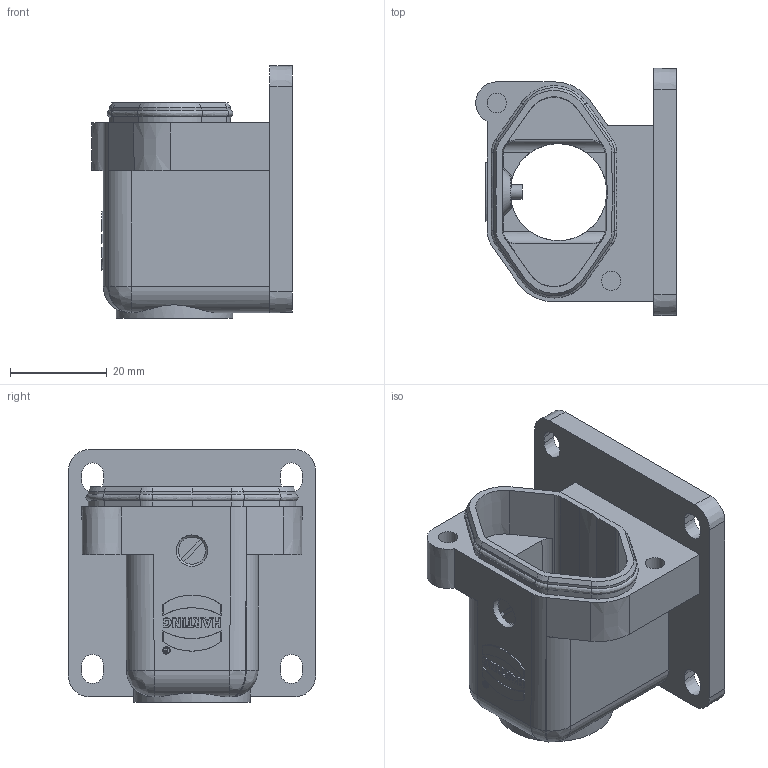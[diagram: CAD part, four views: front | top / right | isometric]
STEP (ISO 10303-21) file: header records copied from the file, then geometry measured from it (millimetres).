
FILE_DESCRIPTION(/* description */ (''),/* implementation_level */ '2;1');
FILE_NAME(/* name */ '100095183ugm000_f.stp',/* time_stamp */ '2021-03-09T12:13:52+01:00',/* author */ (''),/* organization */ (''),/* preprocessor_version */ 'ST-DEVELOPER v16.7',/* originating_system */ 'SIEMENS PLM Software NX 1911',/* authorisation */ '');
FILE_SCHEMA (('AUTOMOTIVE_DESIGN { 1 0 10303 214 3 1 1 1 }'));
Length unit declared in the file: millimetre
Products named in the file (1): 100095183ugm000_f
Bounding box: 41.34 x 51 x 52.15 mm (x, y, z)
Volume: 21959.6 mm3; surface area: 16992.7 mm2
Topology: 1 solids, 1 shells, 323 faces, 867 edges, 570 vertices
Faces by surface type: plane 205, cone 58, cylinder 42, bspline 12, revolution 6
Full cylindrical faces by diameter (mm): 3 x1, 4 x2, 6.5 x1, 20 x1
Entity records: 12635 total; most frequent: CARTESIAN_POINT 2372, ORIENTED_EDGE 1698, DIRECTION 1584, EDGE_CURVE 849, LINE 566, VECTOR 566, VERTEX_POINT 560, AXIS2_PLACEMENT_3D 506
